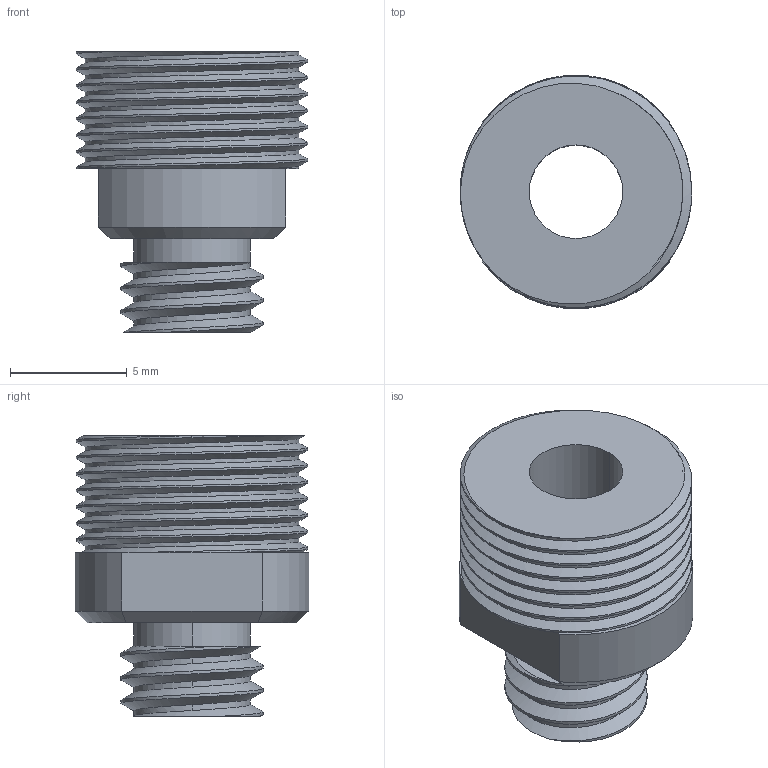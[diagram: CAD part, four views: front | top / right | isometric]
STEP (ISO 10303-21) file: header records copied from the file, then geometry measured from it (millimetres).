
FILE_DESCRIPTION (( 'STEP AP203' ), '1' );
FILE_NAME ('10M6.STEP', '2021-03-02T19:54:20', ( '倢毞' ), ( '倢毞馱釬弅' ), 'SwSTEP 2.0', 'SolidWorks 2017', '' );
FILE_SCHEMA (( 'CONFIG_CONTROL_DESIGN' ));
Length unit declared in the file: millimetre
Products named in the file (1): 10M6
Bounding box: 9.9 x 9.96 x 12 mm (x, y, z)
Volume: 499.9 mm3; surface area: 709.8 mm2
Topology: 1 solids, 1 shells, 48 faces, 125 edges, 80 vertices
Faces by surface type: cylinder 28, plane 12, bspline 6, cone 2
Entity records: 5038 total; most frequent: CARTESIAN_POINT 3957, ORIENTED_EDGE 250, DIRECTION 161, EDGE_CURVE 125, VERTEX_POINT 80, AXIS2_PLACEMENT_3D 61, EDGE_LOOP 51, ADVANCED_FACE 48
